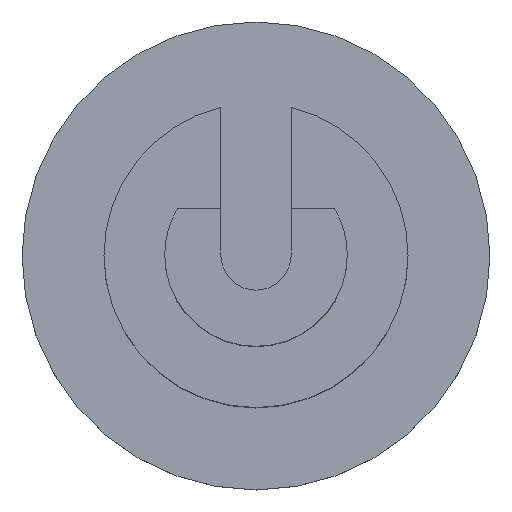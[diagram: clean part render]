
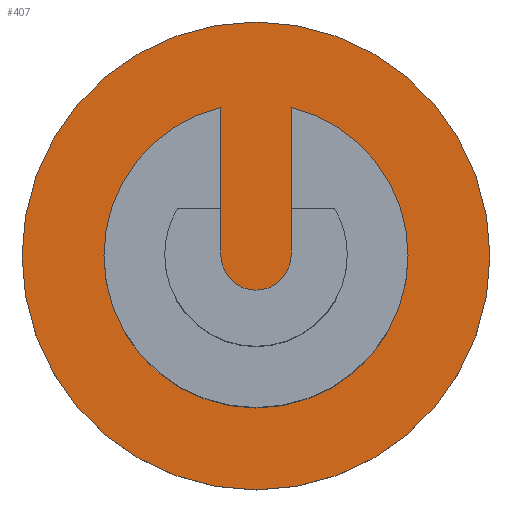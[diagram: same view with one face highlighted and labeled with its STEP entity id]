
A CAD part, top view. The second image highlights one B-rep face of the part: STEP entity #407.
In plain terms, the highlighted planar face has unit normal (0, 0, 1).
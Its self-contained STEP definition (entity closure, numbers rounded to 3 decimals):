
#1 = VERTEX_POINT ( 'NONE', #456 ) ;
#7 = DIRECTION ( 'NONE',  ( -1., 0., 0. ) ) ;
#28 = VECTOR ( 'NONE', #49, 1000. ) ;
#29 = VECTOR ( 'NONE', #672, 1000. ) ;
#49 = DIRECTION ( 'NONE',  ( 0., 1., 0. ) ) ;
#53 = EDGE_CURVE ( 'NONE', #359, #121, #674, .T. ) ;
#58 = DIRECTION ( 'NONE',  ( 0., 0., -1. ) ) ;
#59 = VERTEX_POINT ( 'NONE', #332 ) ;
#76 = ORIENTED_EDGE ( 'NONE', *, *, #166, .F. ) ;
#89 = VERTEX_POINT ( 'NONE', #399 ) ;
#113 = CARTESIAN_POINT ( 'NONE',  ( 0., 0., 0. ) ) ;
#116 = CARTESIAN_POINT ( 'NONE',  ( -3.25, 0., 0. ) ) ;
#121 = VERTEX_POINT ( 'NONE', #675 ) ;
#138 = CARTESIAN_POINT ( 'NONE',  ( 0., 0., 0. ) ) ;
#140 = AXIS2_PLACEMENT_3D ( 'NONE', #577, #703, #772 ) ;
#151 = DIRECTION ( 'NONE',  ( 1., 0., 0. ) ) ;
#166 = EDGE_CURVE ( 'NONE', #402, #89, #517, .T. ) ;
#182 = PLANE ( 'NONE',  #662 ) ;
#187 = AXIS2_PLACEMENT_3D ( 'NONE', #817, #443, #642 ) ;
#190 = ORIENTED_EDGE ( 'NONE', *, *, #53, .F. ) ;
#200 = EDGE_CURVE ( 'NONE', #531, #1, #281, .T. ) ;
#206 = ORIENTED_EDGE ( 'NONE', *, *, #403, .F. ) ;
#225 = EDGE_CURVE ( 'NONE', #793, #402, #492, .T. ) ;
#238 = AXIS2_PLACEMENT_3D ( 'NONE', #353, #555, #805 ) ;
#248 = ORIENTED_EDGE ( 'NONE', *, *, #826, .F. ) ;
#281 = LINE ( 'NONE', #679, #29 ) ;
#332 = CARTESIAN_POINT ( 'NONE',  ( -0.75, 0., 0. ) ) ;
#334 = CIRCLE ( 'NONE', #140, 5. ) ;
#353 = CARTESIAN_POINT ( 'NONE',  ( 0., 0., 0. ) ) ;
#359 = VERTEX_POINT ( 'NONE', #544 ) ;
#375 = CARTESIAN_POINT ( 'NONE',  ( -0.75, 0., 0. ) ) ;
#399 = CARTESIAN_POINT ( 'NONE',  ( 3.25, 0., 0. ) ) ;
#402 = VERTEX_POINT ( 'NONE', #116 ) ;
#403 = EDGE_CURVE ( 'NONE', #59, #793, #573, .T. ) ;
#407 = ADVANCED_FACE ( 'NONE', ( #412, #696 ), #182, .F. ) ;
#412 = FACE_BOUND ( 'NONE', #527, .T. ) ;
#419 = CARTESIAN_POINT ( 'NONE',  ( 0., 0., 0. ) ) ;
#443 = DIRECTION ( 'NONE',  ( 0., 0., 1. ) ) ;
#446 = AXIS2_PLACEMENT_3D ( 'NONE', #138, #588, #7 ) ;
#456 = CARTESIAN_POINT ( 'NONE',  ( 0.75, 0., 0. ) ) ;
#492 = CIRCLE ( 'NONE', #238, 3.25 ) ;
#503 = AXIS2_PLACEMENT_3D ( 'NONE', #419, #609, #151 ) ;
#509 = CIRCLE ( 'NONE', #580, 0.75 ) ;
#512 = CARTESIAN_POINT ( 'NONE',  ( 0., 0., 0. ) ) ;
#517 = CIRCLE ( 'NONE', #503, 3.25 ) ;
#519 = ORIENTED_EDGE ( 'NONE', *, *, #806, .F. ) ;
#527 = EDGE_LOOP ( 'NONE', ( #649, #248, #76, #824, #206, #728 ) ) ;
#531 = VERTEX_POINT ( 'NONE', #825 ) ;
#544 = CARTESIAN_POINT ( 'NONE',  ( 5., 0., 0. ) ) ;
#555 = DIRECTION ( 'NONE',  ( 0., 0., 1. ) ) ;
#561 = DIRECTION ( 'NONE',  ( -1., 0., 0. ) ) ;
#566 = DIRECTION ( 'NONE',  ( 0., 0., -1. ) ) ;
#568 = CARTESIAN_POINT ( 'NONE',  ( -0.75, 3.162, 0. ) ) ;
#572 = CIRCLE ( 'NONE', #187, 3.25 ) ;
#573 = LINE ( 'NONE', #375, #28 ) ;
#577 = CARTESIAN_POINT ( 'NONE',  ( 0., 0., 0. ) ) ;
#580 = AXIS2_PLACEMENT_3D ( 'NONE', #512, #58, #709 ) ;
#588 = DIRECTION ( 'NONE',  ( 0., 0., -1. ) ) ;
#609 = DIRECTION ( 'NONE',  ( 0., 0., 1. ) ) ;
#642 = DIRECTION ( 'NONE',  ( 1., 0., 0. ) ) ;
#649 = ORIENTED_EDGE ( 'NONE', *, *, #200, .F. ) ;
#662 = AXIS2_PLACEMENT_3D ( 'NONE', #113, #566, #561 ) ;
#672 = DIRECTION ( 'NONE',  ( 0., -1., 0. ) ) ;
#674 = CIRCLE ( 'NONE', #446, 5. ) ;
#675 = CARTESIAN_POINT ( 'NONE',  ( -5., 0., 0. ) ) ;
#679 = CARTESIAN_POINT ( 'NONE',  ( 0.75, 0., 0. ) ) ;
#696 = FACE_OUTER_BOUND ( 'NONE', #794, .T. ) ;
#703 = DIRECTION ( 'NONE',  ( 0., 0., -1. ) ) ;
#709 = DIRECTION ( 'NONE',  ( 1., 0., 0. ) ) ;
#728 = ORIENTED_EDGE ( 'NONE', *, *, #797, .F. ) ;
#772 = DIRECTION ( 'NONE',  ( -1., 0., 0. ) ) ;
#793 = VERTEX_POINT ( 'NONE', #568 ) ;
#794 = EDGE_LOOP ( 'NONE', ( #190, #519 ) ) ;
#797 = EDGE_CURVE ( 'NONE', #1, #59, #509, .T. ) ;
#805 = DIRECTION ( 'NONE',  ( 1., 0., 0. ) ) ;
#806 = EDGE_CURVE ( 'NONE', #121, #359, #334, .T. ) ;
#817 = CARTESIAN_POINT ( 'NONE',  ( 0., 0., 0. ) ) ;
#824 = ORIENTED_EDGE ( 'NONE', *, *, #225, .F. ) ;
#825 = CARTESIAN_POINT ( 'NONE',  ( 0.75, 3.162, 0. ) ) ;
#826 = EDGE_CURVE ( 'NONE', #89, #531, #572, .T. ) ;
